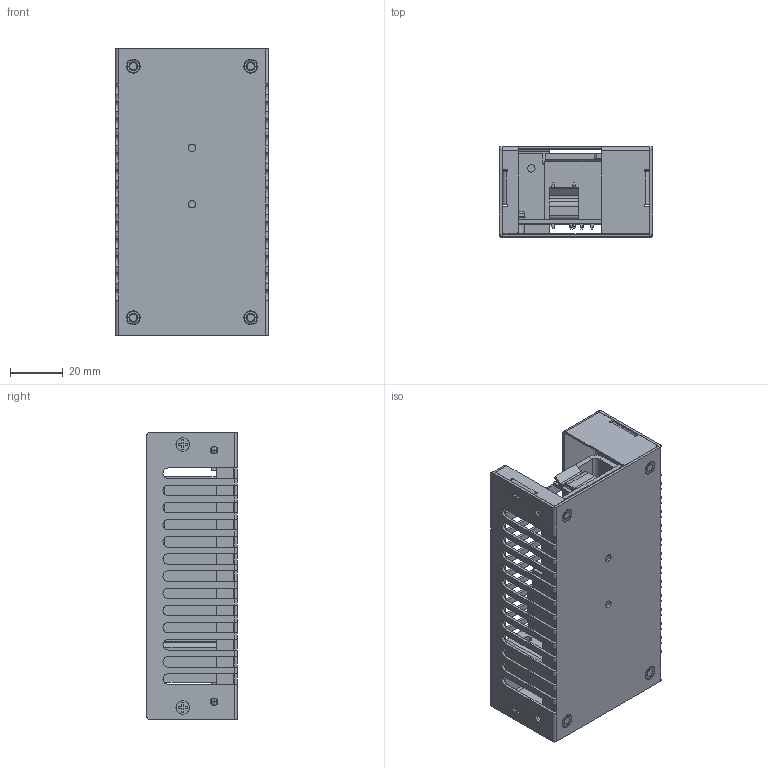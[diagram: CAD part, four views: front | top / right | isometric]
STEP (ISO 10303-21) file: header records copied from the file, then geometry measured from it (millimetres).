
FILE_DESCRIPTION((''),'2;1');
FILE_NAME('MPE-S063_ASM','2016-12-15T',('Abe'),(''),'PRO/ENGINEER BY PARAMETRIC TECHNOLOGY CORPORATION, 2011080','PRO/ENGINEER BY PARAMETRIC TECHNOLOGY CORPORATION, 2011080','');
FILE_SCHEMA(('CONFIG_CONTROL_DESIGN'));
Length unit declared in the file: millimetre
Products named in the file (14): 831-S10D_V14; S65_PCB; CN1; CN2; HEATSINK_PRIMARY; HEATSINK_SECONDARY; TRANSFORMER; TB3; MPE-S65_ASM; 831-S10U_V13; 790-1134; 790-923A; 832-S10X; MPE-S063_ASM
Assembly tree (19 placements, depth 3):
  MPE-S063_ASM
    831-S10D_V14
    MPE-S65_ASM
      S65_PCB
      CN1
      CN2
      HEATSINK_PRIMARY
      HEATSINK_SECONDARY
      TRANSFORMER
      TB3
    831-S10U_V13
    790-1134  x4
    790-923A  x4
    832-S10X
Bounding box: 58 x 34.2 x 108.7 mm (x, y, z)
Volume: 51927.8 mm3; surface area: 78035.7 mm2
Topology: 26 solids, 26 shells, 1134 faces, 2898 edges, 1782 vertices
Faces by surface type: plane 755, cylinder 334, cone 24, bspline 13, torus 8
Entity records: 31028 total; most frequent: CARTESIAN_POINT 6426, ORIENTED_EDGE 5064, DIRECTION 5034, EDGE_CURVE 2532, VECTOR 1812, LINE 1812, AXIS2_PLACEMENT_3D 1611, VERTEX_POINT 1542
